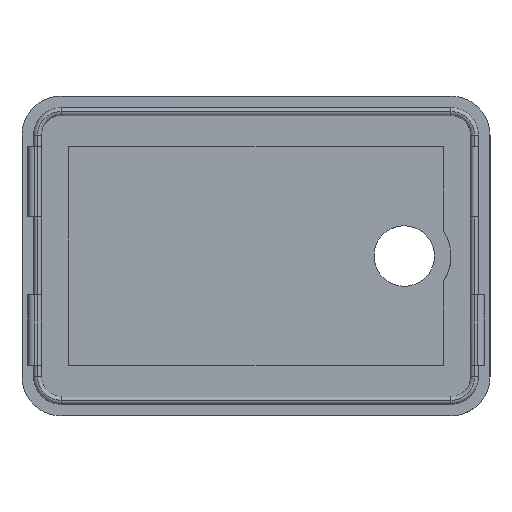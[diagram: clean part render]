
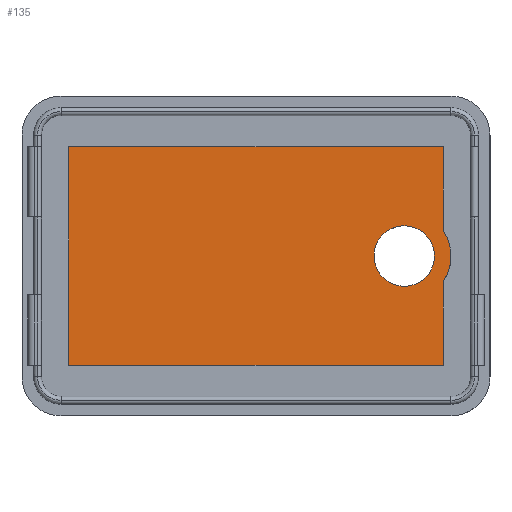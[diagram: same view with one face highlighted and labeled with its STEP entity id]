
A CAD part, top view. The second image highlights one B-rep face of the part: STEP entity #135.
In plain terms, the highlighted planar face has unit normal (0, 0, 1).
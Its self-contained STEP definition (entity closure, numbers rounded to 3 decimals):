
#20=FACE_BOUND('',#370,.T.);
#135=ADVANCED_FACE('',(#250,#20),#1674,.T.);
#250=FACE_OUTER_BOUND('',#369,.T.);
#369=EDGE_LOOP('',(#902,#903,#904,#905,#906,#907,#908,#909));
#370=EDGE_LOOP('',(#910));
#902=ORIENTED_EDGE('',*,*,#1156,.T.);
#903=ORIENTED_EDGE('',*,*,#1160,.T.);
#904=ORIENTED_EDGE('',*,*,#1163,.T.);
#905=ORIENTED_EDGE('',*,*,#1166,.T.);
#906=ORIENTED_EDGE('',*,*,#1169,.T.);
#907=ORIENTED_EDGE('',*,*,#1172,.T.);
#908=ORIENTED_EDGE('',*,*,#1175,.T.);
#909=ORIENTED_EDGE('',*,*,#1177,.T.);
#910=ORIENTED_EDGE('',*,*,#1180,.T.);
#1156=EDGE_CURVE('',#1596,#1595,#1378,.T.);
#1160=EDGE_CURVE('',#1595,#1598,#1382,.T.);
#1163=EDGE_CURVE('',#1598,#1600,#1385,.T.);
#1166=EDGE_CURVE('',#1600,#1602,#1388,.T.);
#1169=EDGE_CURVE('',#1602,#1604,#1391,.T.);
#1172=EDGE_CURVE('',#1604,#1606,#1394,.T.);
#1175=EDGE_CURVE('',#1606,#1608,#1397,.T.);
#1177=EDGE_CURVE('',#1608,#1596,#1399,.T.);
#1180=EDGE_CURVE('',#1610,#1610,#1402,.T.);
#1378=(
BOUNDED_CURVE()
B_SPLINE_CURVE(2,(#3030,#3031,#3032),.UNSPECIFIED.,.F.,.F.)
B_SPLINE_CURVE_WITH_KNOTS((3,3),(-650.995,-550.995),
 .UNSPECIFIED.)
CURVE()
GEOMETRIC_REPRESENTATION_ITEM()
RATIONAL_B_SPLINE_CURVE((1.,1.,1.))
REPRESENTATION_ITEM('')
);
#1382=(
BOUNDED_CURVE()
B_SPLINE_CURVE(2,(#3040,#3041,#3042),.UNSPECIFIED.,.F.,.F.)
B_SPLINE_CURVE_WITH_KNOTS((3,3),(-550.995,-549.425),
 .UNSPECIFIED.)
CURVE()
GEOMETRIC_REPRESENTATION_ITEM()
RATIONAL_B_SPLINE_CURVE((1.,0.707,1.))
REPRESENTATION_ITEM('')
);
#1385=(
BOUNDED_CURVE()
B_SPLINE_CURVE(2,(#3048,#3049,#3050),.UNSPECIFIED.,.F.,.F.)
B_SPLINE_CURVE_WITH_KNOTS((3,3),(-549.425,-489.425),
 .UNSPECIFIED.)
CURVE()
GEOMETRIC_REPRESENTATION_ITEM()
RATIONAL_B_SPLINE_CURVE((1.,1.,1.))
REPRESENTATION_ITEM('')
);
#1388=(
BOUNDED_CURVE()
B_SPLINE_CURVE(2,(#3056,#3057,#3058),.UNSPECIFIED.,.F.,.F.)
B_SPLINE_CURVE_WITH_KNOTS((3,3),(-489.425,-487.854),
 .UNSPECIFIED.)
CURVE()
GEOMETRIC_REPRESENTATION_ITEM()
RATIONAL_B_SPLINE_CURVE((1.,0.707,1.))
REPRESENTATION_ITEM('')
);
#1391=(
BOUNDED_CURVE()
B_SPLINE_CURVE(2,(#3064,#3065,#3066),.UNSPECIFIED.,.F.,.F.)
B_SPLINE_CURVE_WITH_KNOTS((3,3),(-487.854,-387.854),
 .UNSPECIFIED.)
CURVE()
GEOMETRIC_REPRESENTATION_ITEM()
RATIONAL_B_SPLINE_CURVE((1.,1.,1.))
REPRESENTATION_ITEM('')
);
#1394=(
BOUNDED_CURVE()
B_SPLINE_CURVE(2,(#3072,#3073,#3074),.UNSPECIFIED.,.F.,.F.)
B_SPLINE_CURVE_WITH_KNOTS((3,3),(-387.854,-386.283),
 .UNSPECIFIED.)
CURVE()
GEOMETRIC_REPRESENTATION_ITEM()
RATIONAL_B_SPLINE_CURVE((1.,0.707,1.))
REPRESENTATION_ITEM('')
);
#1397=(
BOUNDED_CURVE()
B_SPLINE_CURVE(2,(#3080,#3081,#3082),.UNSPECIFIED.,.F.,.F.)
B_SPLINE_CURVE_WITH_KNOTS((3,3),(-386.283,-326.283),
 .UNSPECIFIED.)
CURVE()
GEOMETRIC_REPRESENTATION_ITEM()
RATIONAL_B_SPLINE_CURVE((1.,1.,1.))
REPRESENTATION_ITEM('')
);
#1399=(
BOUNDED_CURVE()
B_SPLINE_CURVE(2,(#3086,#3087,#3088),.UNSPECIFIED.,.F.,.F.)
B_SPLINE_CURVE_WITH_KNOTS((3,3),(-326.283,-324.712),
 .UNSPECIFIED.)
CURVE()
GEOMETRIC_REPRESENTATION_ITEM()
RATIONAL_B_SPLINE_CURVE((1.,0.707,1.))
REPRESENTATION_ITEM('')
);
#1402=(
BOUNDED_CURVE()
B_SPLINE_CURVE(2,(#3100,#3101,#3102,#3103,#3104,#3105,#3106,#3107,#3108),
 .UNSPECIFIED.,.T.,.F.)
B_SPLINE_CURVE_WITH_KNOTS((3,2,2,2,3),(-324.712,-312.539,
-300.365,-288.191,-276.018),.UNSPECIFIED.)
CURVE()
GEOMETRIC_REPRESENTATION_ITEM()
RATIONAL_B_SPLINE_CURVE((1.,0.707,1.,0.707,1.,0.707,
1.,0.707,1.))
REPRESENTATION_ITEM('')
);
#1595=VERTEX_POINT('',#3009);
#1596=VERTEX_POINT('',#3010);
#1598=VERTEX_POINT('',#3012);
#1600=VERTEX_POINT('',#3014);
#1602=VERTEX_POINT('',#3016);
#1604=VERTEX_POINT('',#3018);
#1606=VERTEX_POINT('',#3020);
#1608=VERTEX_POINT('',#3022);
#1610=VERTEX_POINT('',#3024);
#1674=PLANE('',#1890);
#1890=AXIS2_PLACEMENT_3D('',#3006,#1979,$);
#1979=DIRECTION('',(0.,0.,1.));
#3006=CARTESIAN_POINT('',(63.75,198.75,3.));
#3009=CARTESIAN_POINT('',(50.,129.,3.));
#3010=CARTESIAN_POINT('',(-50.,129.,3.));
#3012=CARTESIAN_POINT('',(51.,130.,3.));
#3014=CARTESIAN_POINT('',(51.,190.,3.));
#3016=CARTESIAN_POINT('',(50.,191.,3.));
#3018=CARTESIAN_POINT('',(-50.,191.,3.));
#3020=CARTESIAN_POINT('',(-51.,190.,3.));
#3022=CARTESIAN_POINT('',(-51.,130.,3.));
#3024=CARTESIAN_POINT('',(45.75,160.,3.));
#3030=CARTESIAN_POINT('',(-50.,129.,3.));
#3031=CARTESIAN_POINT('',(0.,129.,3.));
#3032=CARTESIAN_POINT('',(50.,129.,3.));
#3040=CARTESIAN_POINT('',(50.,129.,3.));
#3041=CARTESIAN_POINT('',(51.,129.,3.));
#3042=CARTESIAN_POINT('',(51.,130.,3.));
#3048=CARTESIAN_POINT('',(51.,130.,3.));
#3049=CARTESIAN_POINT('',(51.,160.,3.));
#3050=CARTESIAN_POINT('',(51.,190.,3.));
#3056=CARTESIAN_POINT('',(51.,190.,3.));
#3057=CARTESIAN_POINT('',(51.,191.,3.));
#3058=CARTESIAN_POINT('',(50.,191.,3.));
#3064=CARTESIAN_POINT('',(50.,191.,3.));
#3065=CARTESIAN_POINT('',(0.,191.,3.));
#3066=CARTESIAN_POINT('',(-50.,191.,3.));
#3072=CARTESIAN_POINT('',(-50.,191.,3.));
#3073=CARTESIAN_POINT('',(-51.,191.,3.));
#3074=CARTESIAN_POINT('',(-51.,190.,3.));
#3080=CARTESIAN_POINT('',(-51.,190.,3.));
#3081=CARTESIAN_POINT('',(-51.,160.,3.));
#3082=CARTESIAN_POINT('',(-51.,130.,3.));
#3086=CARTESIAN_POINT('',(-51.,130.,3.));
#3087=CARTESIAN_POINT('',(-51.,129.,3.));
#3088=CARTESIAN_POINT('',(-50.,129.,3.));
#3100=CARTESIAN_POINT('',(45.75,160.,3.));
#3101=CARTESIAN_POINT('',(45.75,152.25,3.));
#3102=CARTESIAN_POINT('',(38.,152.25,3.));
#3103=CARTESIAN_POINT('',(30.25,152.25,3.));
#3104=CARTESIAN_POINT('',(30.25,160.,3.));
#3105=CARTESIAN_POINT('',(30.25,167.75,3.));
#3106=CARTESIAN_POINT('',(38.,167.75,3.));
#3107=CARTESIAN_POINT('',(45.75,167.75,3.));
#3108=CARTESIAN_POINT('',(45.75,160.,3.));
